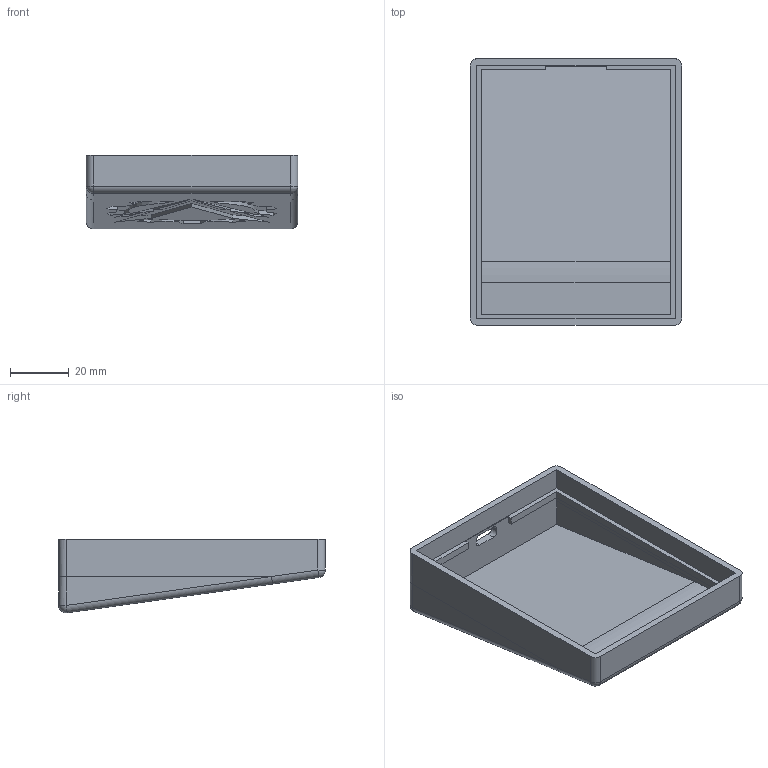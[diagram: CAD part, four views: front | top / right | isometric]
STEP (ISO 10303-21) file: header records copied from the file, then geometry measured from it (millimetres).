
FILE_DESCRIPTION(/* description */ ('STEP AP242 Edition 2','CAx-IF Rec.Pracs.---Representation and Presentation of Product Manufacturing Information (PMI)---4.0---2014-10-13','CAx-IF Rec.Pracs.---3D Tessellated Geometry---0.4---2014-09-14','2;1','CAx-IF Rec.Pracs.---User Defined Attributes---1.5---2016-08-15'),/* implementation_level */ '2;1');
FILE_NAME(/* name */ '69815a5fd2717eac97dc242d',/* time_stamp */ '2026-02-03T02:15:59Z',/* author */ (''),/* organization */ (''),/* preprocessor_version */ 'ST-DEVELOPER v20',/* originating_system */ 'ONSHAPE BY PTC INC, 1.210',/* authorisation */ ' ');
FILE_SCHEMA (('AP242_MANAGED_MODEL_BASED_3D_ENGINEERING_MIM_LF { 1 0 10303 442 3 1 4 }'));
Length unit declared in the file: metre
Products named in the file (1): Part 1
Bounding box: 71.79 x 90.46 x 25.03 mm (x, y, z)
Volume: 26430.5 mm3; surface area: 25622 mm2
Topology: 1 solids, 1 shells, 130 faces, 346 edges, 224 vertices
Faces by surface type: plane 92, cylinder 34, sphere 4
Entity records: 4014 total; most frequent: CARTESIAN_POINT 715, ORIENTED_EDGE 688, DIRECTION 662, EDGE_CURVE 344, LINE 280, VECTOR 280, VERTEX_POINT 224, AXIS2_PLACEMENT_3D 191
